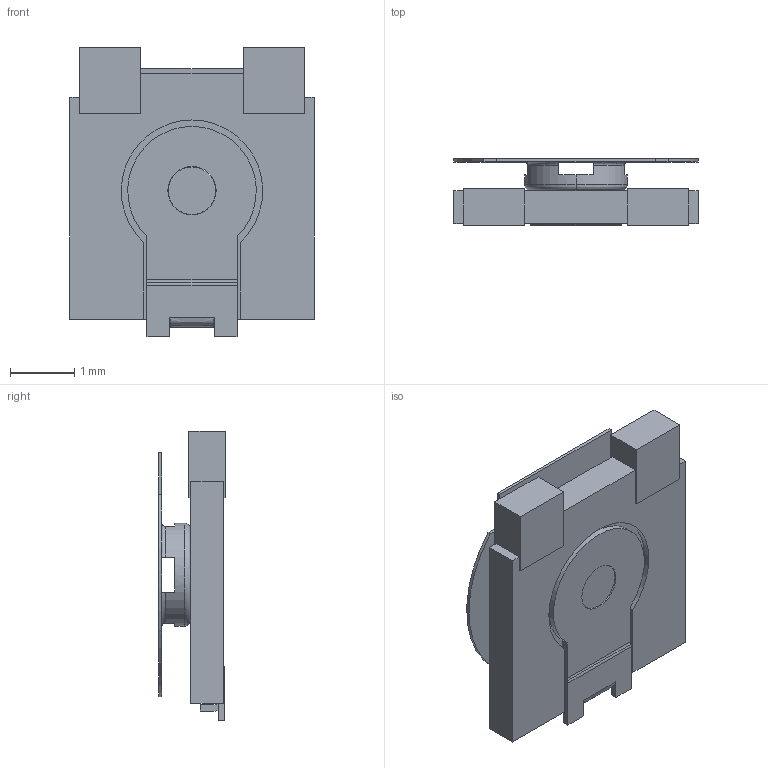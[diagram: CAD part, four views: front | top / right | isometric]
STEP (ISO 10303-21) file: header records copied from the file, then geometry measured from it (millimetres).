
FILE_DESCRIPTION((''),'2;1');
FILE_NAME('3364A_ASM','2012-03-06T',('minhn'),('Bourns, Inc.'),'PRO/ENGINEER BY PARAMETRIC TECHNOLOGY CORPORATION, 2001200','PRO/ENGINEER BY PARAMETRIC TECHNOLOGY CORPORATION, 2001200','');
FILE_SCHEMA(('AUTOMOTIVE_DESIGN_CC2 { 1 2 10303 214 -1 1 5 2 }'));
Length unit declared in the file: millimetre
Products named in the file (2): SUBSTRATE1; 3364A_ASM
Assembly tree (1 placements, depth 2):
  3364A_ASM
    SUBSTRATE1
Bounding box: 3.8 x 1.04 x 4.5 mm (x, y, z)
Volume: 8.4 mm3; surface area: 68.5 mm2
Topology: 2 solids, 2 shells, 96 faces, 284 edges, 188 vertices
Faces by surface type: bspline 96
Entity records: 3874 total; most frequent: CARTESIAN_POINT 1523, ORIENTED_EDGE 568, DIRECTION 342, EDGE_CURVE 284, VECTOR 200, LINE 200, VERTEX_POINT 188, EDGE_LOOP 102
